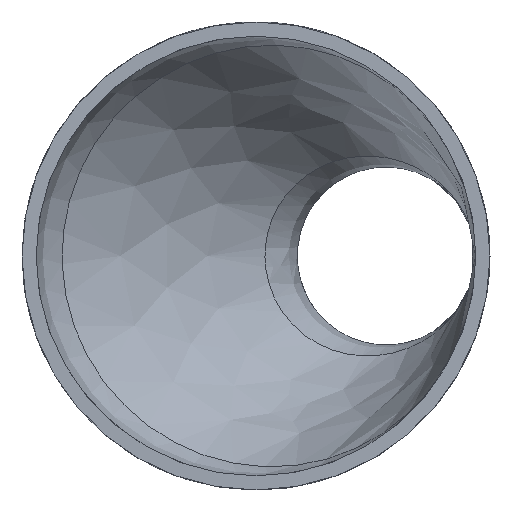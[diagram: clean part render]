
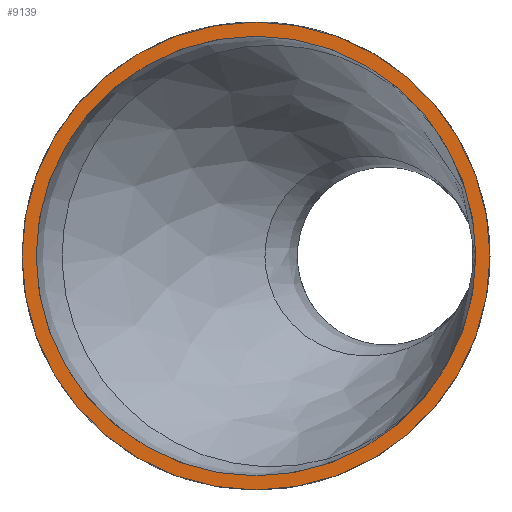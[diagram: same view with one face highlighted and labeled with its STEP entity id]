
A CAD part, left-side view. The second image highlights one B-rep face of the part: STEP entity #9139.
In plain terms, the highlighted planar face has unit normal (-1, 0, 0).
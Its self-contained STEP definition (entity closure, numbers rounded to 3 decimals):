
#77 = CARTESIAN_POINT ( 'NONE',  ( 0., 0., 0. ) ) ;
#1558 = DIRECTION ( 'NONE',  ( 0., 0., 1. ) ) ;
#2473 = CIRCLE ( 'NONE', #10299, 35.75 ) ;
#3752 = FACE_BOUND ( 'NONE', #12021, .T. ) ;
#3992 = AXIS2_PLACEMENT_3D ( 'NONE', #18511, #4445, #7267 ) ;
#4062 = EDGE_CURVE ( 'NONE', #11315, #11315, #13568, .T. ) ;
#4318 = CARTESIAN_POINT ( 'NONE',  ( 0., 0., 35.75 ) ) ;
#4445 = DIRECTION ( 'NONE',  ( -1., 0., 0. ) ) ;
#4688 = DIRECTION ( 'NONE',  ( -1., 0., 0. ) ) ;
#4943 = ORIENTED_EDGE ( 'NONE', *, *, #13915, .F. ) ;
#7267 = DIRECTION ( 'NONE',  ( 0., 0., 1. ) ) ;
#7623 = CARTESIAN_POINT ( 'NONE',  ( 0., 0., 38.05 ) ) ;
#7749 = PLANE ( 'NONE',  #12672 ) ;
#8882 = VERTEX_POINT ( 'NONE', #4318 ) ;
#9139 = ADVANCED_FACE ( 'NONE', ( #3752, #12368 ), #7749, .T. ) ;
#10299 = AXIS2_PLACEMENT_3D ( 'NONE', #77, #17412, #1558 ) ;
#11315 = VERTEX_POINT ( 'NONE', #7623 ) ;
#12021 = EDGE_LOOP ( 'NONE', ( #4943 ) ) ;
#12368 = FACE_OUTER_BOUND ( 'NONE', #14456, .T. ) ;
#12672 = AXIS2_PLACEMENT_3D ( 'NONE', #18704, #4688, #14100 ) ;
#13568 = CIRCLE ( 'NONE', #3992, 38.05 ) ;
#13915 = EDGE_CURVE ( 'NONE', #8882, #8882, #2473, .T. ) ;
#14100 = DIRECTION ( 'NONE',  ( 0., 0., 1. ) ) ;
#14456 = EDGE_LOOP ( 'NONE', ( #18692 ) ) ;
#17412 = DIRECTION ( 'NONE',  ( -1., 0., 0. ) ) ;
#18511 = CARTESIAN_POINT ( 'NONE',  ( 0., 0., 0. ) ) ;
#18692 = ORIENTED_EDGE ( 'NONE', *, *, #4062, .T. ) ;
#18704 = CARTESIAN_POINT ( 'NONE',  ( 0., 0., 0. ) ) ;
